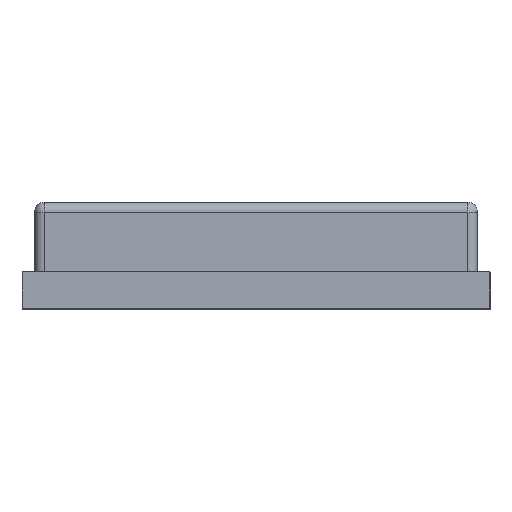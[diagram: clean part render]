
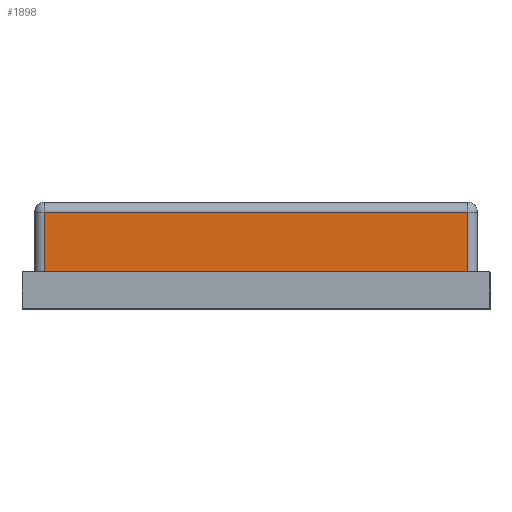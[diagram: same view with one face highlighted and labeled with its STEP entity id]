
A CAD part, top view. The second image highlights one B-rep face of the part: STEP entity #1898.
In plain terms, the highlighted planar face has unit normal (0, 0, 1).
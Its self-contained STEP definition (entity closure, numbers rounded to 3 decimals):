
#109 = CARTESIAN_POINT ( 'NONE',  ( -4.4, 2.2, 4.8 ) ) ;
#280 = CARTESIAN_POINT ( 'NONE',  ( -4.6, 2., 4.8 ) ) ;
#409 = EDGE_CURVE ( 'NONE', #2986, #8407, #5869, .T. ) ;
#873 = CARTESIAN_POINT ( 'NONE',  ( -4.6, 0.76, 4.8 ) ) ;
#1496 = LINE ( 'NONE', #109, #7508 ) ;
#1565 = ORIENTED_EDGE ( 'NONE', *, *, #8119, .T. ) ;
#1612 = DIRECTION ( 'NONE',  ( -1., 0., 0. ) ) ;
#1684 = LINE ( 'NONE', #4412, #3350 ) ;
#1898 = ADVANCED_FACE ( 'NONE', ( #8774 ), #2911, .F. ) ;
#2122 = ORIENTED_EDGE ( 'NONE', *, *, #6318, .T. ) ;
#2237 = VERTEX_POINT ( 'NONE', #8378 ) ;
#2911 = PLANE ( 'NONE',  #7003 ) ;
#2986 = VERTEX_POINT ( 'NONE', #4179 ) ;
#3350 = VECTOR ( 'NONE', #4454, 1000. ) ;
#3461 = CARTESIAN_POINT ( 'NONE',  ( -4.4, 2., 4.8 ) ) ;
#3827 = EDGE_LOOP ( 'NONE', ( #1565, #8884, #8265, #2122 ) ) ;
#4068 = CARTESIAN_POINT ( 'NONE',  ( -4.4, 0.76, 4.8 ) ) ;
#4179 = CARTESIAN_POINT ( 'NONE',  ( 4.4, 2., 4.8 ) ) ;
#4365 = EDGE_CURVE ( 'NONE', #2237, #2986, #1684, .T. ) ;
#4412 = CARTESIAN_POINT ( 'NONE',  ( 4.4, 2.2, 4.8 ) ) ;
#4454 = DIRECTION ( 'NONE',  ( 0., 1., 0. ) ) ;
#5185 = CARTESIAN_POINT ( 'NONE',  ( -4.6, 2.2, 4.8 ) ) ;
#5637 = DIRECTION ( 'NONE',  ( 0., -1., 0. ) ) ;
#5869 = LINE ( 'NONE', #280, #6674 ) ;
#5873 = DIRECTION ( 'NONE',  ( 0., 0., -1. ) ) ;
#6318 = EDGE_CURVE ( 'NONE', #8407, #8350, #1496, .T. ) ;
#6674 = VECTOR ( 'NONE', #6693, 1000. ) ;
#6693 = DIRECTION ( 'NONE',  ( -1., 0., 0. ) ) ;
#7003 = AXIS2_PLACEMENT_3D ( 'NONE', #5185, #5873, #1612 ) ;
#7508 = VECTOR ( 'NONE', #5637, 1000. ) ;
#7770 = DIRECTION ( 'NONE',  ( 1., 0., 0. ) ) ;
#8119 = EDGE_CURVE ( 'NONE', #8350, #2237, #9342, .T. ) ;
#8265 = ORIENTED_EDGE ( 'NONE', *, *, #409, .T. ) ;
#8350 = VERTEX_POINT ( 'NONE', #4068 ) ;
#8378 = CARTESIAN_POINT ( 'NONE',  ( 4.4, 0.76, 4.8 ) ) ;
#8407 = VERTEX_POINT ( 'NONE', #3461 ) ;
#8644 = VECTOR ( 'NONE', #7770, 1000. ) ;
#8774 = FACE_OUTER_BOUND ( 'NONE', #3827, .T. ) ;
#8884 = ORIENTED_EDGE ( 'NONE', *, *, #4365, .T. ) ;
#9342 = LINE ( 'NONE', #873, #8644 ) ;
